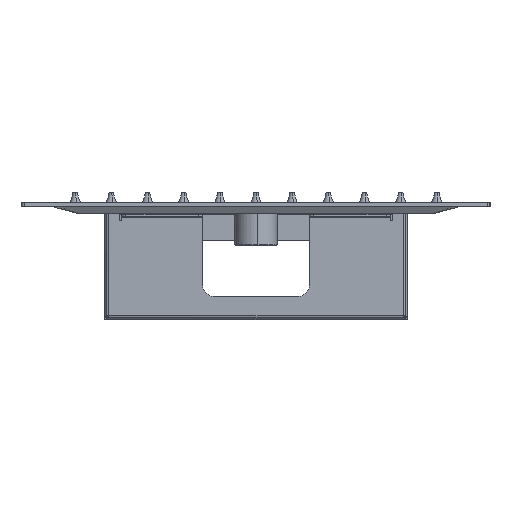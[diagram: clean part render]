
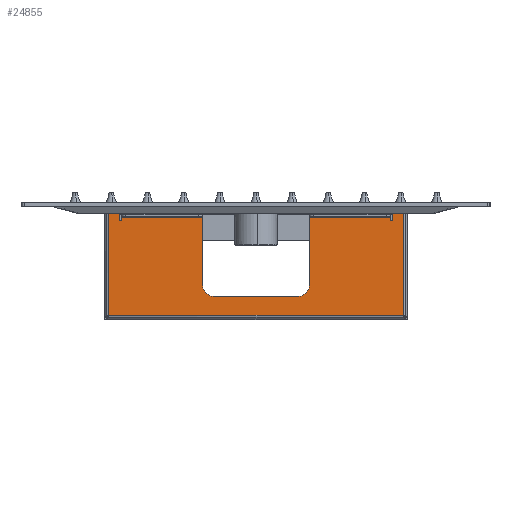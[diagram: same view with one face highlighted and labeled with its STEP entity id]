
A CAD part, left-side view. The second image highlights one B-rep face of the part: STEP entity #24855.
In plain terms, the highlighted planar face has unit normal (-1, 0, 0).
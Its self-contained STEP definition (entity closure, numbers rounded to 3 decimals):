
#6903=DIRECTION('',(0.,-1.,0.));
#6904=VECTOR('',#6903,4.);
#6905=CARTESIAN_POINT('',(231.5,69.2,-5.));
#6906=LINE('',#6905,#6904);
#6907=CARTESIAN_POINT('',(231.5,65.2,-6.));
#6908=DIRECTION('',(-1.,0.,0.));
#6909=DIRECTION('',(0.,-1.,0.));
#6910=AXIS2_PLACEMENT_3D('',#6907,#6908,#6909);
#6912=DIRECTION('',(0.,0.,1.));
#6913=VECTOR('',#6912,2.);
#6914=CARTESIAN_POINT('',(231.5,64.2,-8.));
#6915=LINE('',#6914,#6913);
#6916=CARTESIAN_POINT('',(231.5,63.7,-8.));
#6917=DIRECTION('',(1.,0.,0.));
#6918=DIRECTION('',(0.,-1.,0.));
#6919=AXIS2_PLACEMENT_3D('',#6916,#6917,#6918);
#6921=DIRECTION('',(0.,0.,-1.));
#6922=VECTOR('',#6921,1.);
#6923=CARTESIAN_POINT('',(231.5,63.2,-7.));
#6924=LINE('',#6923,#6922);
#6925=DIRECTION('',(0.,0.,1.));
#6926=VECTOR('',#6925,32.);
#6927=CARTESIAN_POINT('',(231.5,25.,-39.));
#6928=LINE('',#6927,#6926);
#6929=CARTESIAN_POINT('',(231.5,20.,-39.));
#6930=DIRECTION('',(1.,0.,0.));
#6931=DIRECTION('',(0.,0.,-1.));
#6932=AXIS2_PLACEMENT_3D('',#6929,#6930,#6931);
#6934=DIRECTION('',(0.,1.,0.));
#6935=VECTOR('',#6934,40.);
#6936=CARTESIAN_POINT('',(231.5,-20.,-44.));
#6937=LINE('',#6936,#6935);
#6938=CARTESIAN_POINT('',(231.5,-20.,-39.));
#6939=DIRECTION('',(1.,0.,0.));
#6940=DIRECTION('',(0.,-1.,0.));
#6941=AXIS2_PLACEMENT_3D('',#6938,#6939,#6940);
#6943=DIRECTION('',(0.,0.,-1.));
#6944=VECTOR('',#6943,32.);
#6945=CARTESIAN_POINT('',(231.5,-25.,-7.));
#6946=LINE('',#6945,#6944);
#6947=DIRECTION('',(0.,0.,1.));
#6948=VECTOR('',#6947,1.);
#6949=CARTESIAN_POINT('',(231.5,-63.2,-8.));
#6950=LINE('',#6949,#6948);
#6951=CARTESIAN_POINT('',(231.5,-63.7,-8.));
#6952=DIRECTION('',(1.,0.,0.));
#6953=DIRECTION('',(0.,-1.,0.));
#6954=AXIS2_PLACEMENT_3D('',#6951,#6952,#6953);
#6956=DIRECTION('',(0.,0.,-1.));
#6957=VECTOR('',#6956,2.);
#6958=CARTESIAN_POINT('',(231.5,-64.2,-6.));
#6959=LINE('',#6958,#6957);
#6960=CARTESIAN_POINT('',(231.5,-65.2,-6.));
#6961=DIRECTION('',(-1.,0.,0.));
#6962=DIRECTION('',(0.,0.,1.));
#6963=AXIS2_PLACEMENT_3D('',#6960,#6961,#6962);
#6965=DIRECTION('',(0.,-1.,0.));
#6966=VECTOR('',#6965,4.);
#6967=CARTESIAN_POINT('',(231.5,-65.2,-5.));
#6968=LINE('',#6967,#6966);
#7072=DIRECTION('',(0.,0.,1.));
#7073=VECTOR('',#7072,48.);
#7074=CARTESIAN_POINT('',(231.5,69.2,-53.));
#7075=LINE('',#7074,#7073);
#7195=DIRECTION('',(0.,1.,0.));
#7196=VECTOR('',#7195,138.4);
#7197=CARTESIAN_POINT('',(231.5,-69.2,-53.));
#7198=LINE('',#7197,#7196);
#7356=DIRECTION('',(0.,0.,-1.));
#7357=VECTOR('',#7356,48.);
#7358=CARTESIAN_POINT('',(231.5,-69.2,-5.));
#7359=LINE('',#7358,#7357);
#7595=DIRECTION('',(0.,-1.,0.));
#7596=VECTOR('',#7595,38.2);
#7597=CARTESIAN_POINT('',(231.5,-25.,-7.));
#7598=LINE('',#7597,#7596);
#7637=DIRECTION('',(0.,-1.,0.));
#7638=VECTOR('',#7637,38.2);
#7639=CARTESIAN_POINT('',(231.5,63.2,-7.));
#7640=LINE('',#7639,#7638);
#8246=CARTESIAN_POINT('',(231.5,25.,-39.));
#8247=VERTEX_POINT('',#8246);
#8248=CARTESIAN_POINT('',(231.5,20.,-44.));
#8249=VERTEX_POINT('',#8248);
#8288=CARTESIAN_POINT('',(231.5,63.2,-7.));
#8290=VERTEX_POINT('',#8288);
#8294=CARTESIAN_POINT('',(231.5,63.2,-8.));
#8295=VERTEX_POINT('',#8294);
#8296=CARTESIAN_POINT('',(231.5,64.2,-8.));
#8297=VERTEX_POINT('',#8296);
#8302=CARTESIAN_POINT('',(231.5,64.2,-6.));
#8303=VERTEX_POINT('',#8302);
#8304=CARTESIAN_POINT('',(231.5,-64.2,-6.));
#8305=CARTESIAN_POINT('',(231.5,-64.2,-8.));
#8306=VERTEX_POINT('',#8304);
#8307=VERTEX_POINT('',#8305);
#8312=CARTESIAN_POINT('',(231.5,-63.2,-8.));
#8313=VERTEX_POINT('',#8312);
#8318=CARTESIAN_POINT('',(231.5,-63.2,-7.));
#8319=VERTEX_POINT('',#8318);
#8368=CARTESIAN_POINT('',(231.5,-25.,-7.));
#8369=CARTESIAN_POINT('',(231.5,-25.,-39.));
#8370=VERTEX_POINT('',#8368);
#8371=VERTEX_POINT('',#8369);
#8372=CARTESIAN_POINT('',(231.5,-20.,-44.));
#8373=VERTEX_POINT('',#8372);
#8374=CARTESIAN_POINT('',(231.5,25.,-7.));
#8375=VERTEX_POINT('',#8374);
#8376=CARTESIAN_POINT('',(231.5,-69.2,-53.));
#8377=CARTESIAN_POINT('',(231.5,69.2,-53.));
#8378=VERTEX_POINT('',#8376);
#8379=VERTEX_POINT('',#8377);
#8542=CARTESIAN_POINT('',(231.5,69.2,-5.));
#8543=CARTESIAN_POINT('',(231.5,65.2,-5.));
#8544=VERTEX_POINT('',#8542);
#8545=VERTEX_POINT('',#8543);
#8546=CARTESIAN_POINT('',(231.5,-65.2,-5.));
#8547=CARTESIAN_POINT('',(231.5,-69.2,-5.));
#8548=VERTEX_POINT('',#8546);
#8549=VERTEX_POINT('',#8547);
#24810=CARTESIAN_POINT('',(231.5,500000.,-30.));
#24811=DIRECTION('',(-1.,0.,0.));
#24812=DIRECTION('',(0.,0.,-1.));
#24813=AXIS2_PLACEMENT_3D('',#24810,#24811,#24812);
#24814=PLANE('',#24813);
#24815=ORIENTED_EDGE('',*,*,#24772,.T.);
#24817=ORIENTED_EDGE('',*,*,#24816,.F.);
#24819=ORIENTED_EDGE('',*,*,#24818,.F.);
#24821=ORIENTED_EDGE('',*,*,#24820,.F.);
#24823=ORIENTED_EDGE('',*,*,#24822,.F.);
#24825=ORIENTED_EDGE('',*,*,#24824,.T.);
#24827=ORIENTED_EDGE('',*,*,#24826,.F.);
#24829=ORIENTED_EDGE('',*,*,#24828,.F.);
#24831=ORIENTED_EDGE('',*,*,#24830,.F.);
#24833=ORIENTED_EDGE('',*,*,#24832,.F.);
#24835=ORIENTED_EDGE('',*,*,#24834,.F.);
#24837=ORIENTED_EDGE('',*,*,#24836,.T.);
#24839=ORIENTED_EDGE('',*,*,#24838,.F.);
#24841=ORIENTED_EDGE('',*,*,#24840,.F.);
#24843=ORIENTED_EDGE('',*,*,#24842,.F.);
#24845=ORIENTED_EDGE('',*,*,#24844,.F.);
#24846=ORIENTED_EDGE('',*,*,#24783,.T.);
#24848=ORIENTED_EDGE('',*,*,#24847,.T.);
#24850=ORIENTED_EDGE('',*,*,#24849,.T.);
#24852=ORIENTED_EDGE('',*,*,#24851,.T.);
#24853=EDGE_LOOP('',(#24815,#24817,#24819,#24821,#24823,#24825,#24827,#24829,
#24831,#24833,#24835,#24837,#24839,#24841,#24843,#24845,#24846,#24848,#24850,
#24852));
#24854=FACE_OUTER_BOUND('',#24853,.F.);
#24855=ADVANCED_FACE('',(#24854),#24814,.T.);
#6911=CIRCLE('',#6910,1.);
#6920=CIRCLE('',#6919,0.5);
#6933=CIRCLE('',#6932,5.);
#6942=CIRCLE('',#6941,5.);
#6955=CIRCLE('',#6954,0.5);
#6964=CIRCLE('',#6963,1.);
#24772=EDGE_CURVE('',#8544,#8545,#6906,.T.);
#24783=EDGE_CURVE('',#8548,#8549,#6968,.T.);
#24816=EDGE_CURVE('',#8303,#8545,#6911,.T.);
#24818=EDGE_CURVE('',#8297,#8303,#6915,.T.);
#24820=EDGE_CURVE('',#8295,#8297,#6920,.T.);
#24822=EDGE_CURVE('',#8290,#8295,#6924,.T.);
#24824=EDGE_CURVE('',#8290,#8375,#7640,.T.);
#24826=EDGE_CURVE('',#8247,#8375,#6928,.T.);
#24828=EDGE_CURVE('',#8249,#8247,#6933,.T.);
#24830=EDGE_CURVE('',#8373,#8249,#6937,.T.);
#24832=EDGE_CURVE('',#8371,#8373,#6942,.T.);
#24834=EDGE_CURVE('',#8370,#8371,#6946,.T.);
#24836=EDGE_CURVE('',#8370,#8319,#7598,.T.);
#24838=EDGE_CURVE('',#8313,#8319,#6950,.T.);
#24840=EDGE_CURVE('',#8307,#8313,#6955,.T.);
#24842=EDGE_CURVE('',#8306,#8307,#6959,.T.);
#24844=EDGE_CURVE('',#8548,#8306,#6964,.T.);
#24847=EDGE_CURVE('',#8549,#8378,#7359,.T.);
#24849=EDGE_CURVE('',#8378,#8379,#7198,.T.);
#24851=EDGE_CURVE('',#8379,#8544,#7075,.T.);
